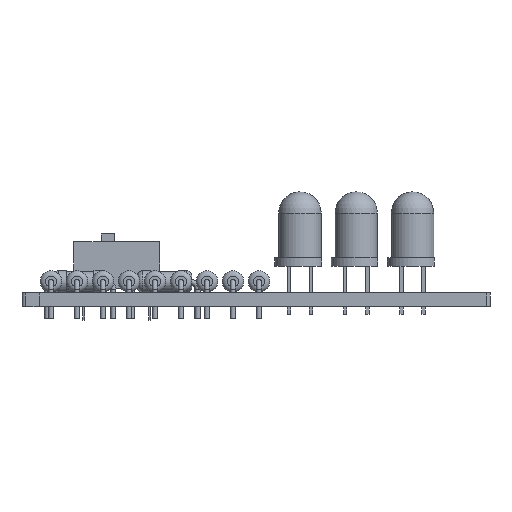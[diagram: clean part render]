
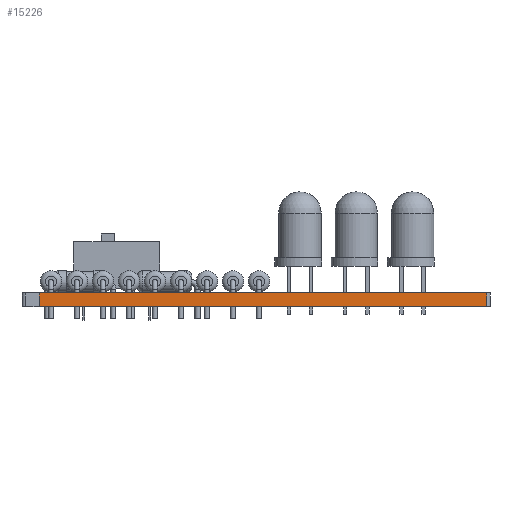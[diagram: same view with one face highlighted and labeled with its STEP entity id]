
A CAD part, front view. The second image highlights one B-rep face of the part: STEP entity #15226.
In plain terms, the highlighted planar face has unit normal (0, -1, 0).
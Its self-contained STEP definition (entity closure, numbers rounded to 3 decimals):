
#6696 = CYLINDRICAL_SURFACE('',#6697,0.4);
#6697 = AXIS2_PLACEMENT_3D('',#6698,#6699,#6700);
#6698 = CARTESIAN_POINT('',(116.6,-99.6,0.));
#6699 = DIRECTION('',(0.,0.,-1.));
#6700 = DIRECTION('',(1.,0.,0.));
#6724 = PLANE('',#6725);
#6725 = AXIS2_PLACEMENT_3D('',#6726,#6727,#6728);
#6726 = CARTESIAN_POINT('',(90.,-65.2,1.6));
#6727 = DIRECTION('',(0.,0.,1.));
#6728 = DIRECTION('',(1.,0.,0.));
#6778 = PLANE('',#6779);
#6779 = AXIS2_PLACEMENT_3D('',#6780,#6781,#6782);
#6780 = CARTESIAN_POINT('',(90.,-65.2,0.));
#6781 = DIRECTION('',(0.,0.,1.));
#6782 = DIRECTION('',(1.,0.,0.));
#6793 = EDGE_CURVE('',#6794,#6796,#6798,.T.);
#6794 = VERTEX_POINT('',#6795);
#6795 = CARTESIAN_POINT('',(116.6,-100.,0.));
#6796 = VERTEX_POINT('',#6797);
#6797 = CARTESIAN_POINT('',(116.6,-100.,1.6));
#6798 = SURFACE_CURVE('',#6799,(#6803,#6810),.PCURVE_S1.);
#6799 = LINE('',#6800,#6801);
#6800 = CARTESIAN_POINT('',(116.6,-100.,0.));
#6801 = VECTOR('',#6802,1.);
#6802 = DIRECTION('',(0.,0.,1.));
#6803 = PCURVE('',#6696,#6804);
#6804 = DEFINITIONAL_REPRESENTATION('',(#6805),#6809);
#6805 = LINE('',#6806,#6807);
#6806 = CARTESIAN_POINT('',(-4.712,0.));
#6807 = VECTOR('',#6808,1.);
#6808 = DIRECTION('',(0.,-1.));
#6809 = ( GEOMETRIC_REPRESENTATION_CONTEXT(2) 
PARAMETRIC_REPRESENTATION_CONTEXT() REPRESENTATION_CONTEXT('2D SPACE',''
  ) );
#6810 = PCURVE('',#6811,#6816);
#6811 = PLANE('',#6812);
#6812 = AXIS2_PLACEMENT_3D('',#6813,#6814,#6815);
#6813 = CARTESIAN_POINT('',(65.,-100.,0.));
#6814 = DIRECTION('',(0.,1.,0.));
#6815 = DIRECTION('',(1.,0.,0.));
#6816 = DEFINITIONAL_REPRESENTATION('',(#6817),#6821);
#6817 = LINE('',#6818,#6819);
#6818 = CARTESIAN_POINT('',(51.6,0.));
#6819 = VECTOR('',#6820,1.);
#6820 = DIRECTION('',(0.,-1.));
#6821 = ( GEOMETRIC_REPRESENTATION_CONTEXT(2) 
PARAMETRIC_REPRESENTATION_CONTEXT() REPRESENTATION_CONTEXT('2D SPACE',''
  ) );
#7061 = VERTEX_POINT('',#7062);
#7062 = CARTESIAN_POINT('',(65.,-100.,0.));
#7076 = PLANE('',#7077);
#7077 = AXIS2_PLACEMENT_3D('',#7078,#7079,#7080);
#7078 = CARTESIAN_POINT('',(63.4,-100.,0.));
#7079 = DIRECTION('',(0.,1.,0.));
#7080 = DIRECTION('',(1.,0.,0.));
#7088 = EDGE_CURVE('',#7061,#6794,#7089,.T.);
#7089 = SURFACE_CURVE('',#7090,(#7094,#7101),.PCURVE_S1.);
#7090 = LINE('',#7091,#7092);
#7091 = CARTESIAN_POINT('',(65.,-100.,0.));
#7092 = VECTOR('',#7093,1.);
#7093 = DIRECTION('',(1.,0.,0.));
#7094 = PCURVE('',#6778,#7095);
#7095 = DEFINITIONAL_REPRESENTATION('',(#7096),#7100);
#7096 = LINE('',#7097,#7098);
#7097 = CARTESIAN_POINT('',(-25.,-34.8));
#7098 = VECTOR('',#7099,1.);
#7099 = DIRECTION('',(1.,0.));
#7100 = ( GEOMETRIC_REPRESENTATION_CONTEXT(2) 
PARAMETRIC_REPRESENTATION_CONTEXT() REPRESENTATION_CONTEXT('2D SPACE',''
  ) );
#7101 = PCURVE('',#6811,#7102);
#7102 = DEFINITIONAL_REPRESENTATION('',(#7103),#7107);
#7103 = LINE('',#7104,#7105);
#7104 = CARTESIAN_POINT('',(0.,0.));
#7105 = VECTOR('',#7106,1.);
#7106 = DIRECTION('',(1.,0.));
#7107 = ( GEOMETRIC_REPRESENTATION_CONTEXT(2) 
PARAMETRIC_REPRESENTATION_CONTEXT() REPRESENTATION_CONTEXT('2D SPACE',''
  ) );
#11549 = VERTEX_POINT('',#11550);
#11550 = CARTESIAN_POINT('',(65.,-100.,1.6));
#11571 = EDGE_CURVE('',#11549,#6796,#11572,.T.);
#11572 = SURFACE_CURVE('',#11573,(#11577,#11584),.PCURVE_S1.);
#11573 = LINE('',#11574,#11575);
#11574 = CARTESIAN_POINT('',(65.,-100.,1.6));
#11575 = VECTOR('',#11576,1.);
#11576 = DIRECTION('',(1.,0.,0.));
#11577 = PCURVE('',#6724,#11578);
#11578 = DEFINITIONAL_REPRESENTATION('',(#11579),#11583);
#11579 = LINE('',#11580,#11581);
#11580 = CARTESIAN_POINT('',(-25.,-34.8));
#11581 = VECTOR('',#11582,1.);
#11582 = DIRECTION('',(1.,0.));
#11583 = ( GEOMETRIC_REPRESENTATION_CONTEXT(2) 
PARAMETRIC_REPRESENTATION_CONTEXT() REPRESENTATION_CONTEXT('2D SPACE',''
  ) );
#11584 = PCURVE('',#6811,#11585);
#11585 = DEFINITIONAL_REPRESENTATION('',(#11586),#11590);
#11586 = LINE('',#11587,#11588);
#11587 = CARTESIAN_POINT('',(0.,-1.6));
#11588 = VECTOR('',#11589,1.);
#11589 = DIRECTION('',(1.,0.));
#11590 = ( GEOMETRIC_REPRESENTATION_CONTEXT(2) 
PARAMETRIC_REPRESENTATION_CONTEXT() REPRESENTATION_CONTEXT('2D SPACE',''
  ) );
#15226 = ADVANCED_FACE('',(#15227),#6811,.F.);
#15227 = FACE_BOUND('',#15228,.F.);
#15228 = EDGE_LOOP('',(#15229,#15250,#15251,#15252));
#15229 = ORIENTED_EDGE('',*,*,#15230,.T.);
#15230 = EDGE_CURVE('',#7061,#11549,#15231,.T.);
#15231 = SURFACE_CURVE('',#15232,(#15236,#15243),.PCURVE_S1.);
#15232 = LINE('',#15233,#15234);
#15233 = CARTESIAN_POINT('',(65.,-100.,0.));
#15234 = VECTOR('',#15235,1.);
#15235 = DIRECTION('',(0.,0.,1.));
#15236 = PCURVE('',#6811,#15237);
#15237 = DEFINITIONAL_REPRESENTATION('',(#15238),#15242);
#15238 = LINE('',#15239,#15240);
#15239 = CARTESIAN_POINT('',(0.,0.));
#15240 = VECTOR('',#15241,1.);
#15241 = DIRECTION('',(0.,-1.));
#15242 = ( GEOMETRIC_REPRESENTATION_CONTEXT(2) 
PARAMETRIC_REPRESENTATION_CONTEXT() REPRESENTATION_CONTEXT('2D SPACE',''
  ) );
#15243 = PCURVE('',#7076,#15244);
#15244 = DEFINITIONAL_REPRESENTATION('',(#15245),#15249);
#15245 = LINE('',#15246,#15247);
#15246 = CARTESIAN_POINT('',(1.6,0.));
#15247 = VECTOR('',#15248,1.);
#15248 = DIRECTION('',(0.,-1.));
#15249 = ( GEOMETRIC_REPRESENTATION_CONTEXT(2) 
PARAMETRIC_REPRESENTATION_CONTEXT() REPRESENTATION_CONTEXT('2D SPACE',''
  ) );
#15250 = ORIENTED_EDGE('',*,*,#11571,.T.);
#15251 = ORIENTED_EDGE('',*,*,#6793,.F.);
#15252 = ORIENTED_EDGE('',*,*,#7088,.F.);
